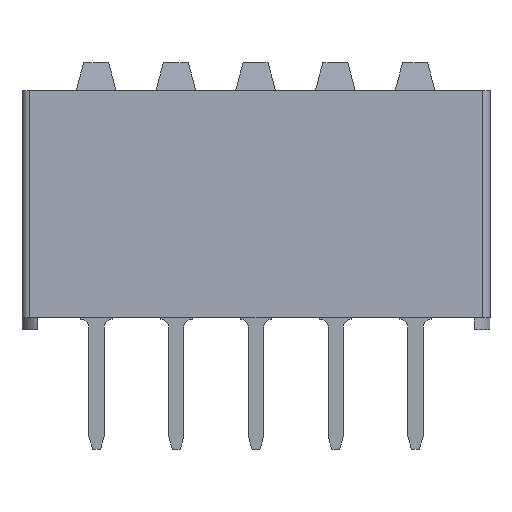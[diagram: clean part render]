
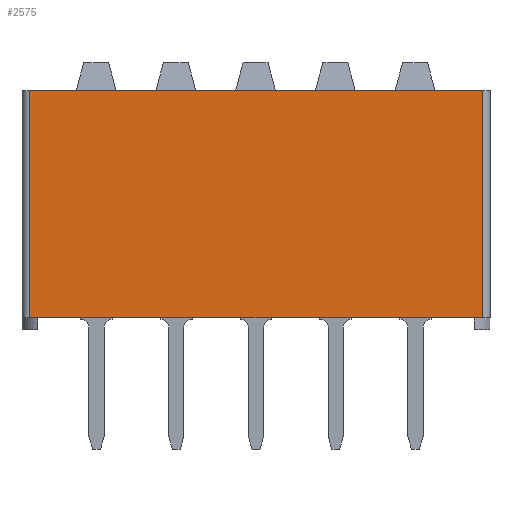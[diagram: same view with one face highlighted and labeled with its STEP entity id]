
A CAD part, front view. The second image highlights one B-rep face of the part: STEP entity #2575.
In plain terms, the highlighted planar face has unit normal (0, -1, 0).
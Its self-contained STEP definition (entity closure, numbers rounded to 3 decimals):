
#109 = CARTESIAN_POINT ( 'NONE',  ( 0.25, -9.652, -7.239 ) ) ;
#1509 = VECTOR ( 'NONE', #3282, 1000. ) ;
#1981 = EDGE_CURVE ( 'NONE', #17557, #2601, #19996, .T. ) ;
#2575 = ADVANCED_FACE ( 'NONE', ( #4720 ), #6476, .T. ) ;
#2601 = VERTEX_POINT ( 'NONE', #19070 ) ;
#3245 = VECTOR ( 'NONE', #14015, 1000. ) ;
#3282 = DIRECTION ( 'NONE',  ( 0., 0., 1. ) ) ;
#4720 = FACE_OUTER_BOUND ( 'NONE', #14066, .T. ) ;
#6448 = CARTESIAN_POINT ( 'NONE',  ( 0.25, -9.652, 0. ) ) ;
#6476 = PLANE ( 'NONE',  #6637 ) ;
#6637 = AXIS2_PLACEMENT_3D ( 'NONE', #15770, #19189, #17423 ) ;
#7010 = ORIENTED_EDGE ( 'NONE', *, *, #1981, .F. ) ;
#7071 = CARTESIAN_POINT ( 'NONE',  ( 0.25, -9.652, -7.239 ) ) ;
#10439 = EDGE_CURVE ( 'NONE', #15868, #19836, #23166, .T. ) ;
#10702 = ORIENTED_EDGE ( 'NONE', *, *, #22841, .F. ) ;
#11879 = VECTOR ( 'NONE', #12945, 1000. ) ;
#12542 = VECTOR ( 'NONE', #18355, 1000. ) ;
#12945 = DIRECTION ( 'NONE',  ( 1., 0., 0. ) ) ;
#12953 = CARTESIAN_POINT ( 'NONE',  ( 14.66, -9.652, -7.239 ) ) ;
#14015 = DIRECTION ( 'NONE',  ( 1., 0., 0. ) ) ;
#14066 = EDGE_LOOP ( 'NONE', ( #7010, #10702, #21225, #20641 ) ) ;
#15770 = CARTESIAN_POINT ( 'NONE',  ( 0.25, -9.652, -7.239 ) ) ;
#15868 = VERTEX_POINT ( 'NONE', #109 ) ;
#17423 = DIRECTION ( 'NONE',  ( 1., 0., 0. ) ) ;
#17557 = VERTEX_POINT ( 'NONE', #6448 ) ;
#18241 = CARTESIAN_POINT ( 'NONE',  ( 14.66, -9.652, -7.239 ) ) ;
#18355 = DIRECTION ( 'NONE',  ( 0., 0., 1. ) ) ;
#18689 = LINE ( 'NONE', #18241, #12542 ) ;
#19070 = CARTESIAN_POINT ( 'NONE',  ( 14.66, -9.652, 0. ) ) ;
#19189 = DIRECTION ( 'NONE',  ( 0., -1., 0. ) ) ;
#19836 = VERTEX_POINT ( 'NONE', #12953 ) ;
#19996 = LINE ( 'NONE', #21975, #11879 ) ;
#20487 = EDGE_CURVE ( 'NONE', #19836, #2601, #18689, .T. ) ;
#20641 = ORIENTED_EDGE ( 'NONE', *, *, #20487, .T. ) ;
#21127 = LINE ( 'NONE', #22757, #1509 ) ;
#21225 = ORIENTED_EDGE ( 'NONE', *, *, #10439, .T. ) ;
#21975 = CARTESIAN_POINT ( 'NONE',  ( 0.25, -9.652, 0. ) ) ;
#22757 = CARTESIAN_POINT ( 'NONE',  ( 0.25, -9.652, -7.239 ) ) ;
#22841 = EDGE_CURVE ( 'NONE', #15868, #17557, #21127, .T. ) ;
#23166 = LINE ( 'NONE', #7071, #3245 ) ;
